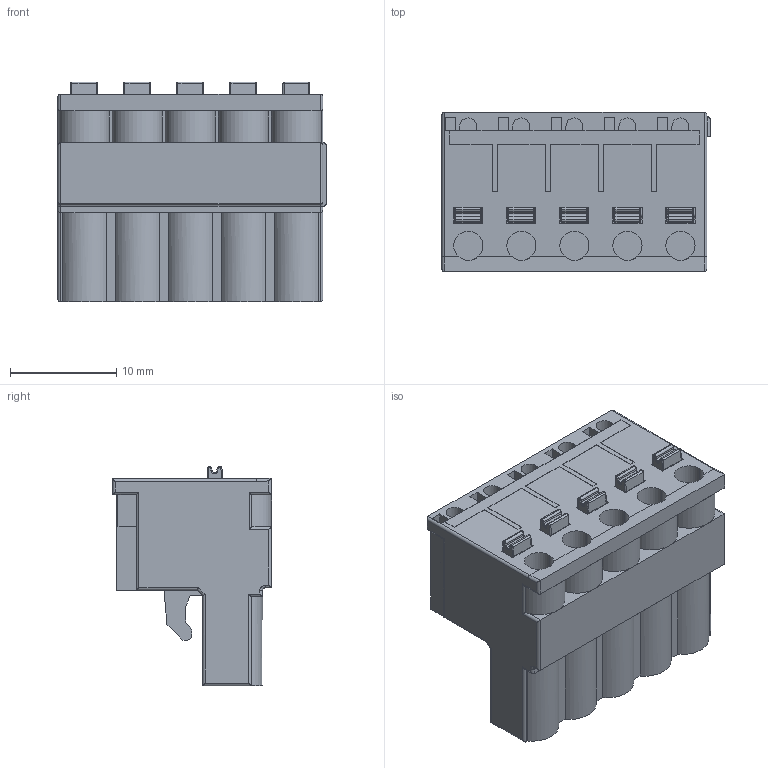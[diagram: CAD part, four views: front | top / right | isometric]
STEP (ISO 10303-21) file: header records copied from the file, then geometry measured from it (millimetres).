
FILE_DESCRIPTION (( 'STEP AP214' ), '1' );
FILE_NAME ('BX-RTB05-1.STEP', '2017-03-21T20:36:49', ( '' ), ( '' ), 'SwSTEP 2.0', 'SolidWorks 2016', '' );
FILE_SCHEMA (( 'AUTOMOTIVE_DESIGN' ));
Length unit declared in the file: millimetre
Products named in the file (1): BX-RTB05-1
Bounding box: 25.3 x 15 x 20.7 mm (x, y, z)
Volume: 4469.8 mm3; surface area: 3454.3 mm2
Topology: 1 solids, 1 shells, 654 faces, 1652 edges, 1017 vertices
Faces by surface type: plane 338, cylinder 204, torus 102, cone 10
Entity records: 23577 total; most frequent: CARTESIAN_POINT 5316, ORIENTED_EDGE 3304, DIRECTION 3205, EDGE_CURVE 1652, LINE 1081, VECTOR 1081, AXIS2_PLACEMENT_3D 1062, VERTEX_POINT 1017
